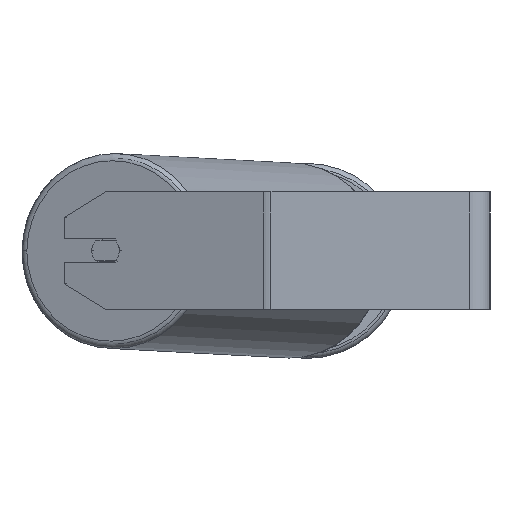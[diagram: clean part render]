
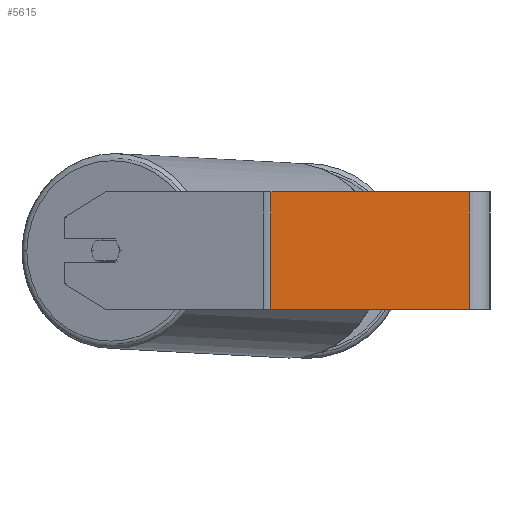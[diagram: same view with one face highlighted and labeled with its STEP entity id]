
A CAD part, left-side view. The second image highlights one B-rep face of the part: STEP entity #5615.
In plain terms, the highlighted planar face has unit normal (-1, 0, 0).
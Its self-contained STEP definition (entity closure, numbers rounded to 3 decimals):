
#109 = VERTEX_POINT ( 'NONE', #6325 ) ;
#176 = CARTESIAN_POINT ( 'NONE',  ( -605., 151.718, -40. ) ) ;
#239 = ORIENTED_EDGE ( 'NONE', *, *, #3530, .F. ) ;
#385 = CARTESIAN_POINT ( 'NONE',  ( -605., 14., 40. ) ) ;
#470 = CARTESIAN_POINT ( 'NONE',  ( -605., 149.249, 40. ) ) ;
#700 = CARTESIAN_POINT ( 'NONE',  ( -605., 14., 40. ) ) ;
#874 = DIRECTION ( 'NONE',  ( 0., -1., 0. ) ) ;
#940 = CARTESIAN_POINT ( 'NONE',  ( -605., 151.718, 40. ) ) ;
#1014 = VECTOR ( 'NONE', #3472, 1000. ) ;
#1015 = CARTESIAN_POINT ( 'NONE',  ( -605., 149.249, 40. ) ) ;
#1115 = DIRECTION ( 'NONE',  ( 0., 0., -1. ) ) ;
#1635 = DIRECTION ( 'NONE',  ( 0., 0., -1. ) ) ;
#2396 = EDGE_CURVE ( 'NONE', #6800, #109, #7164, .T. ) ;
#2535 = VECTOR ( 'NONE', #1115, 1000. ) ;
#2564 = VECTOR ( 'NONE', #5858, 1000. ) ;
#3110 = EDGE_LOOP ( 'NONE', ( #4332, #239, #8238, #3500 ) ) ;
#3255 = LINE ( 'NONE', #3916, #2564 ) ;
#3472 = DIRECTION ( 'NONE',  ( 0., 0., -1. ) ) ;
#3500 = ORIENTED_EDGE ( 'NONE', *, *, #2396, .T. ) ;
#3530 = EDGE_CURVE ( 'NONE', #6145, #7083, #6751, .T. ) ;
#3583 = EDGE_CURVE ( 'NONE', #109, #7083, #3741, .T. ) ;
#3741 = LINE ( 'NONE', #176, #7356 ) ;
#3916 = CARTESIAN_POINT ( 'NONE',  ( -605., 151.718, 40. ) ) ;
#3963 = EDGE_CURVE ( 'NONE', #6800, #6145, #3255, .T. ) ;
#4332 = ORIENTED_EDGE ( 'NONE', *, *, #3583, .T. ) ;
#5123 = FACE_OUTER_BOUND ( 'NONE', #3110, .T. ) ;
#5145 = AXIS2_PLACEMENT_3D ( 'NONE', #940, #5786, #1635 ) ;
#5615 = ADVANCED_FACE ( 'NONE', ( #5123 ), #6489, .F. ) ;
#5786 = DIRECTION ( 'NONE',  ( 1., 0., 0. ) ) ;
#5858 = DIRECTION ( 'NONE',  ( 0., -1., 0. ) ) ;
#6145 = VERTEX_POINT ( 'NONE', #385 ) ;
#6325 = CARTESIAN_POINT ( 'NONE',  ( -605., 149.249, -40. ) ) ;
#6489 = PLANE ( 'NONE',  #5145 ) ;
#6751 = LINE ( 'NONE', #700, #1014 ) ;
#6800 = VERTEX_POINT ( 'NONE', #1015 ) ;
#6833 = CARTESIAN_POINT ( 'NONE',  ( -605., 14., -40. ) ) ;
#7083 = VERTEX_POINT ( 'NONE', #6833 ) ;
#7164 = LINE ( 'NONE', #470, #2535 ) ;
#7356 = VECTOR ( 'NONE', #874, 1000. ) ;
#8238 = ORIENTED_EDGE ( 'NONE', *, *, #3963, .F. ) ;
